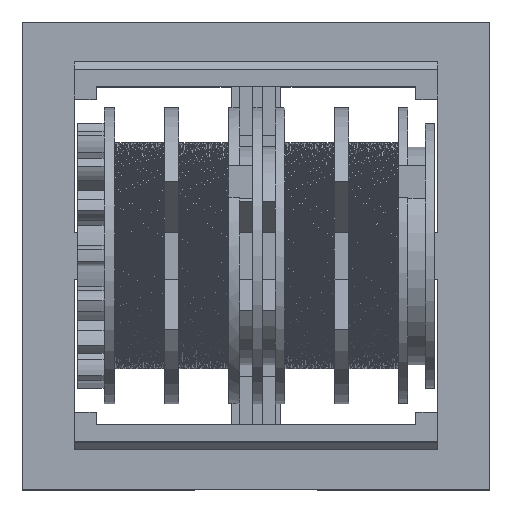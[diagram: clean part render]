
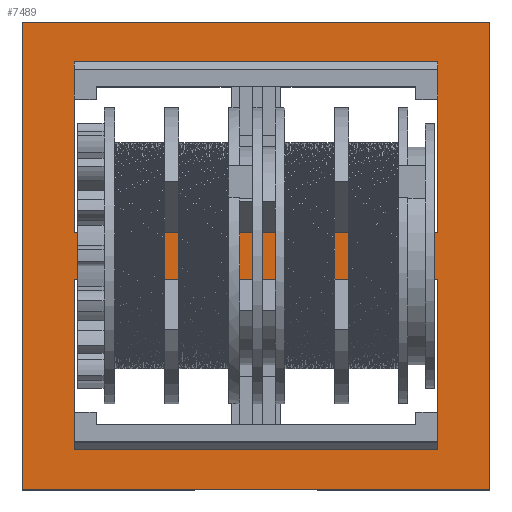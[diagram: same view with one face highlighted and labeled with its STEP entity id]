
A CAD part, top view. The second image highlights one B-rep face of the part: STEP entity #7489.
In plain terms, the highlighted planar face has unit normal (0, 0, 1).
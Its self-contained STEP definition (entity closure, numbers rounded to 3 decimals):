
#677=ORIENTED_EDGE('',*,*,#2269,.T.);
#678=ORIENTED_EDGE('',*,*,#2270,.T.);
#679=ORIENTED_EDGE('',*,*,#2271,.T.);
#680=ORIENTED_EDGE('',*,*,#2272,.T.);
#681=ORIENTED_EDGE('',*,*,#2273,.T.);
#682=ORIENTED_EDGE('',*,*,#2274,.T.);
#683=ORIENTED_EDGE('',*,*,#2275,.F.);
#684=ORIENTED_EDGE('',*,*,#2276,.T.);
#685=ORIENTED_EDGE('',*,*,#2254,.F.);
#686=ORIENTED_EDGE('',*,*,#2277,.F.);
#687=ORIENTED_EDGE('',*,*,#2278,.T.);
#688=ORIENTED_EDGE('',*,*,#2279,.F.);
#689=ORIENTED_EDGE('',*,*,#2250,.F.);
#690=ORIENTED_EDGE('',*,*,#2280,.F.);
#691=ORIENTED_EDGE('',*,*,#2281,.F.);
#692=ORIENTED_EDGE('',*,*,#2282,.F.);
#2250=EDGE_CURVE('',#3022,#3023,#3569,.T.);
#2254=EDGE_CURVE('',#3026,#3027,#3573,.T.);
#2269=EDGE_CURVE('',#3040,#3041,#3588,.T.);
#2270=EDGE_CURVE('',#3041,#3042,#3589,.T.);
#2271=EDGE_CURVE('',#3042,#3043,#3590,.T.);
#2272=EDGE_CURVE('',#3043,#3040,#3591,.T.);
#2273=EDGE_CURVE('',#3044,#3045,#3592,.T.);
#2274=EDGE_CURVE('',#3045,#3046,#3593,.T.);
#2275=EDGE_CURVE('',#3047,#3046,#3594,.T.);
#2276=EDGE_CURVE('',#3047,#3027,#3595,.T.);
#2277=EDGE_CURVE('',#3044,#3026,#3596,.T.);
#2278=EDGE_CURVE('',#3048,#3049,#3597,.T.);
#2279=EDGE_CURVE('',#3023,#3049,#3598,.T.);
#2280=EDGE_CURVE('',#3050,#3022,#3599,.T.);
#2281=EDGE_CURVE('',#3051,#3050,#3600,.T.);
#2282=EDGE_CURVE('',#3048,#3051,#3601,.T.);
#3022=VERTEX_POINT('',#10263);
#3023=VERTEX_POINT('',#10264);
#3026=VERTEX_POINT('',#10270);
#3027=VERTEX_POINT('',#10272);
#3040=VERTEX_POINT('',#10302);
#3041=VERTEX_POINT('',#10303);
#3042=VERTEX_POINT('',#10305);
#3043=VERTEX_POINT('',#10307);
#3044=VERTEX_POINT('',#10310);
#3045=VERTEX_POINT('',#10311);
#3046=VERTEX_POINT('',#10313);
#3047=VERTEX_POINT('',#10315);
#3048=VERTEX_POINT('',#10319);
#3049=VERTEX_POINT('',#10320);
#3050=VERTEX_POINT('',#10323);
#3051=VERTEX_POINT('',#10325);
#3569=LINE('',#10262,#4131);
#3573=LINE('',#10271,#4135);
#3588=LINE('',#10301,#4150);
#3589=LINE('',#10304,#4151);
#3590=LINE('',#10306,#4152);
#3591=LINE('',#10308,#4153);
#3592=LINE('',#10309,#4154);
#3593=LINE('',#10312,#4155);
#3594=LINE('',#10314,#4156);
#3595=LINE('',#10316,#4157);
#3596=LINE('',#10317,#4158);
#3597=LINE('',#10318,#4159);
#3598=LINE('',#10321,#4160);
#3599=LINE('',#10322,#4161);
#3600=LINE('',#10324,#4162);
#3601=LINE('',#10326,#4163);
#4131=VECTOR('',#8587,1000.);
#4135=VECTOR('',#8591,1000.);
#4150=VECTOR('',#8610,1000.);
#4151=VECTOR('',#8611,1000.);
#4152=VECTOR('',#8612,1000.);
#4153=VECTOR('',#8613,1000.);
#4154=VECTOR('',#8614,1000.);
#4155=VECTOR('',#8615,1000.);
#4156=VECTOR('',#8616,1000.);
#4157=VECTOR('',#8617,1000.);
#4158=VECTOR('',#8618,1000.);
#4159=VECTOR('',#8619,1000.);
#4160=VECTOR('',#8620,1000.);
#4161=VECTOR('',#8621,1000.);
#4162=VECTOR('',#8622,1000.);
#4163=VECTOR('',#8623,1000.);
#4544=EDGE_LOOP('',(#677,#678,#679,#680));
#4545=EDGE_LOOP('',(#681,#682,#683,#684,#685,#686));
#4546=EDGE_LOOP('',(#687,#688,#689,#690,#691,#692));
#4878=FACE_BOUND('',#4544,.T.);
#4879=FACE_BOUND('',#4545,.T.);
#4880=FACE_BOUND('',#4546,.T.);
#5196=PLANE('',#7827);
#7489=ADVANCED_FACE('',(#4878,#4879,#4880),#5196,.T.);
#7827=AXIS2_PLACEMENT_3D('',#10300,#8608,#8609);
#8587=DIRECTION('',(0.,-1.,0.));
#8591=DIRECTION('',(0.,-1.,0.));
#8608=DIRECTION('',(0.,0.,1.));
#8609=DIRECTION('',(1.,0.,0.));
#8610=DIRECTION('',(0.,-1.,0.));
#8611=DIRECTION('',(1.,0.,0.));
#8612=DIRECTION('',(0.,1.,0.));
#8613=DIRECTION('',(-1.,0.,0.));
#8614=DIRECTION('',(1.,0.,0.));
#8615=DIRECTION('',(0.,-1.,0.));
#8616=DIRECTION('',(0.,1.,0.));
#8617=DIRECTION('',(-1.,0.,0.));
#8618=DIRECTION('',(0.,-1.,0.));
#8619=DIRECTION('',(-1.,0.,0.));
#8620=DIRECTION('',(0.,-1.,0.));
#8621=DIRECTION('',(-1.,0.,0.));
#8622=DIRECTION('',(0.,1.,0.));
#8623=DIRECTION('',(0.,1.,0.));
#10262=CARTESIAN_POINT('',(-2.6,10.85,2.5));
#10263=CARTESIAN_POINT('',(-2.6,-1.5,2.5));
#10264=CARTESIAN_POINT('',(-2.6,-10.05,2.5));
#10270=CARTESIAN_POINT('',(-2.6,10.05,2.5));
#10271=CARTESIAN_POINT('',(-2.6,10.85,2.5));
#10272=CARTESIAN_POINT('',(-2.6,1.5,2.5));
#10300=CARTESIAN_POINT('',(0.,0.,2.5));
#10301=CARTESIAN_POINT('',(-5.95,14.85,2.5));
#10302=CARTESIAN_POINT('',(-5.95,15.,2.5));
#10303=CARTESIAN_POINT('',(-5.95,-15.,2.5));
#10304=CARTESIAN_POINT('',(-5.8,-15.,2.5));
#10305=CARTESIAN_POINT('',(24.05,-15.,2.5));
#10306=CARTESIAN_POINT('',(24.05,-14.85,2.5));
#10307=CARTESIAN_POINT('',(24.05,15.,2.5));
#10308=CARTESIAN_POINT('',(23.9,15.,2.5));
#10309=CARTESIAN_POINT('',(0.,12.45,2.5));
#10310=CARTESIAN_POINT('',(-2.6,12.45,2.5));
#10311=CARTESIAN_POINT('',(20.7,12.45,2.5));
#10312=CARTESIAN_POINT('',(20.7,0.,2.5));
#10313=CARTESIAN_POINT('',(20.7,10.05,2.5));
#10314=CARTESIAN_POINT('',(20.7,-10.85,2.5));
#10315=CARTESIAN_POINT('',(20.7,1.5,2.5));
#10316=CARTESIAN_POINT('',(21.998,1.5,2.5));
#10317=CARTESIAN_POINT('',(-2.6,10.85,2.5));
#10318=CARTESIAN_POINT('',(0.,-12.45,2.5));
#10319=CARTESIAN_POINT('',(20.7,-12.45,2.5));
#10320=CARTESIAN_POINT('',(-2.6,-12.45,2.5));
#10321=CARTESIAN_POINT('',(-2.6,10.85,2.5));
#10322=CARTESIAN_POINT('',(21.998,-1.5,2.5));
#10323=CARTESIAN_POINT('',(20.7,-1.5,2.5));
#10324=CARTESIAN_POINT('',(20.7,-10.85,2.5));
#10325=CARTESIAN_POINT('',(20.7,-10.05,2.5));
#10326=CARTESIAN_POINT('',(20.7,-10.85,2.5));
